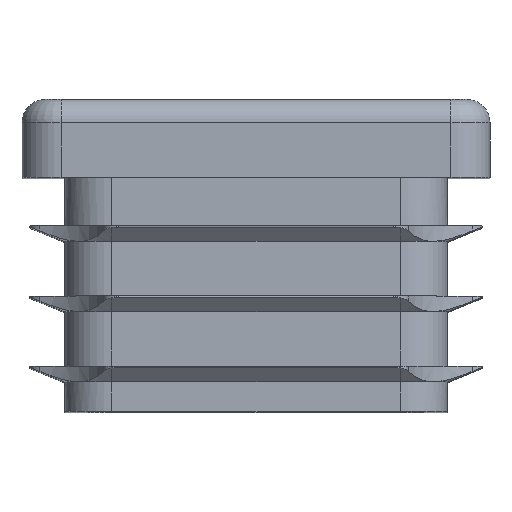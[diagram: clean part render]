
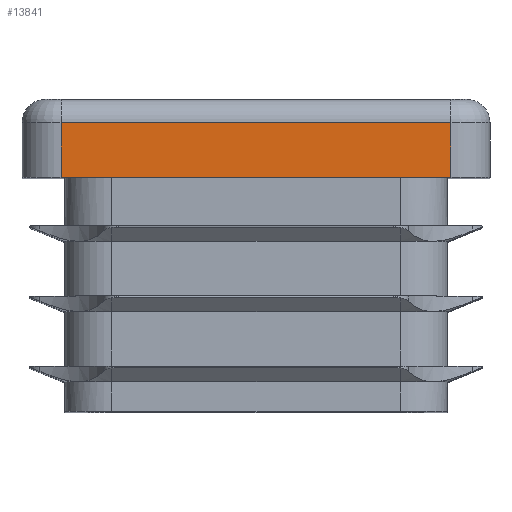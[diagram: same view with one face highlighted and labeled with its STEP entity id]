
A CAD part, top view. The second image highlights one B-rep face of the part: STEP entity #13841.
In plain terms, the highlighted planar face has unit normal (0, 0, 1).
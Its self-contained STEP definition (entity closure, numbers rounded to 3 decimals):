
#12 = EDGE_CURVE ( 'NONE', #1223, #13840, #513, .T. ) ;
#513 = LINE ( 'NONE', #9027, #8514 ) ;
#650 = VECTOR ( 'NONE', #4684, 1000. ) ;
#786 = CARTESIAN_POINT ( 'NONE',  ( -12.5, 3.5, 25. ) ) ;
#1223 = VERTEX_POINT ( 'NONE', #786 ) ;
#2788 = CARTESIAN_POINT ( 'NONE',  ( 12.5, 5., 25. ) ) ;
#4490 = DIRECTION ( 'NONE',  ( -1., 0., 0. ) ) ;
#4684 = DIRECTION ( 'NONE',  ( 0., 1., 0. ) ) ;
#4765 = LINE ( 'NONE', #2788, #650 ) ;
#5264 = DIRECTION ( 'NONE',  ( 0., 0., -1. ) ) ;
#5399 = CARTESIAN_POINT ( 'NONE',  ( -15., 5., 25. ) ) ;
#5826 = CARTESIAN_POINT ( 'NONE',  ( -15., 0., 25. ) ) ;
#6179 = EDGE_CURVE ( 'NONE', #13840, #8265, #13647, .T. ) ;
#7432 = AXIS2_PLACEMENT_3D ( 'NONE', #5399, #5264, #13234 ) ;
#7859 = ORIENTED_EDGE ( 'NONE', *, *, #16995, .T. ) ;
#8058 = CARTESIAN_POINT ( 'NONE',  ( 12.5, 3.5, 25. ) ) ;
#8265 = VERTEX_POINT ( 'NONE', #10732 ) ;
#8514 = VECTOR ( 'NONE', #19556, 1000. ) ;
#9027 = CARTESIAN_POINT ( 'NONE',  ( -12.5, 5., 25. ) ) ;
#10442 = ORIENTED_EDGE ( 'NONE', *, *, #10961, .T. ) ;
#10558 = DIRECTION ( 'NONE',  ( 1., 0., 0. ) ) ;
#10732 = CARTESIAN_POINT ( 'NONE',  ( 12.5, 0., 25. ) ) ;
#10961 = EDGE_CURVE ( 'NONE', #8265, #20034, #4765, .T. ) ;
#12079 = VECTOR ( 'NONE', #4490, 1000. ) ;
#12131 = FACE_OUTER_BOUND ( 'NONE', #17174, .T. ) ;
#12194 = CARTESIAN_POINT ( 'NONE',  ( -12.5, 3.5, 25. ) ) ;
#13234 = DIRECTION ( 'NONE',  ( -1., 0., 0. ) ) ;
#13647 = LINE ( 'NONE', #5826, #18706 ) ;
#13840 = VERTEX_POINT ( 'NONE', #14529 ) ;
#13841 = ADVANCED_FACE ( 'NONE', ( #12131 ), #14668, .F. ) ;
#14529 = CARTESIAN_POINT ( 'NONE',  ( -12.5, 0., 25. ) ) ;
#14668 = PLANE ( 'NONE',  #7432 ) ;
#15152 = ORIENTED_EDGE ( 'NONE', *, *, #6179, .T. ) ;
#15933 = LINE ( 'NONE', #12194, #12079 ) ;
#16995 = EDGE_CURVE ( 'NONE', #20034, #1223, #15933, .T. ) ;
#17174 = EDGE_LOOP ( 'NONE', ( #10442, #7859, #19830, #15152 ) ) ;
#18706 = VECTOR ( 'NONE', #10558, 1000. ) ;
#19556 = DIRECTION ( 'NONE',  ( 0., -1., 0. ) ) ;
#19830 = ORIENTED_EDGE ( 'NONE', *, *, #12, .T. ) ;
#20034 = VERTEX_POINT ( 'NONE', #8058 ) ;
